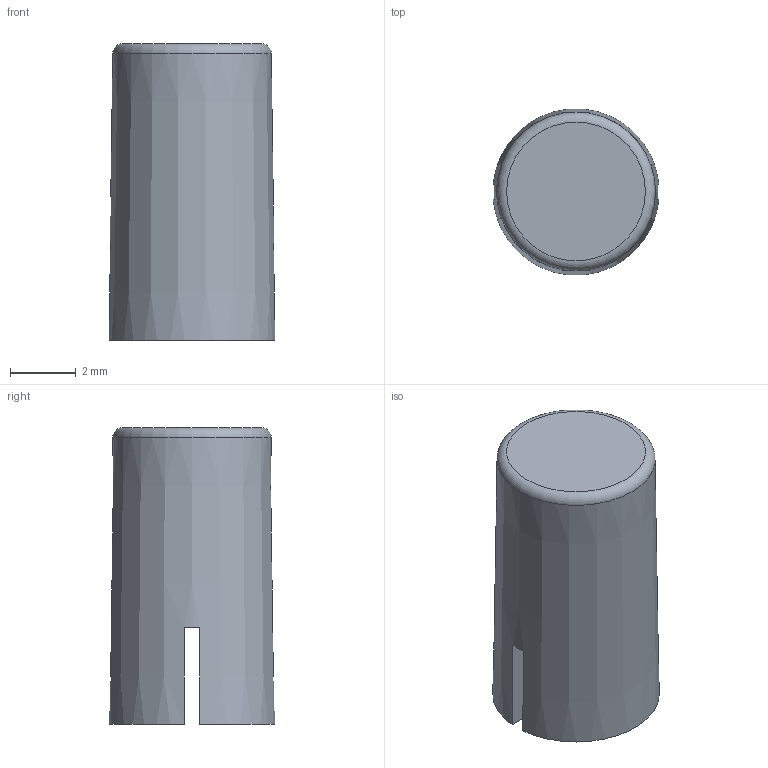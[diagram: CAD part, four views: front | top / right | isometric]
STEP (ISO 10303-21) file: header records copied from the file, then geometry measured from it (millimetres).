
FILE_DESCRIPTION(/* description */ ('1RBLK'),/* implementation_level */ '2;1');
FILE_NAME(/* name */ '1Rxxx.stp',/* time_stamp */ '2022-05-09T08:36:53-05:00',/* author */ ('mwilliams'),/* organization */ (''),/* preprocessor_version */ 'ST-DEVELOPER v18',/* originating_system */ 'Autodesk Inventor 2020',/* authorisation */ '');
FILE_SCHEMA (('AUTOMOTIVE_DESIGN { 1 0 10303 214 3 1 1 }'));
Length unit declared in the file: millimetre
Products named in the file (1): 000020944
Bounding box: 5.06 x 5.06 x 9.05 mm (x, y, z)
Volume: 109.1 mm3; surface area: 289.9 mm2
Topology: 1 solids, 1 shells, 32 faces, 89 edges, 59 vertices
Faces by surface type: plane 30, torus 1, cone 1
Entity records: 1054 total; most frequent: CARTESIAN_POINT 181, ORIENTED_EDGE 178, DIRECTION 163, EDGE_CURVE 89, LINE 81, VECTOR 81, VERTEX_POINT 59, AXIS2_PLACEMENT_3D 41
